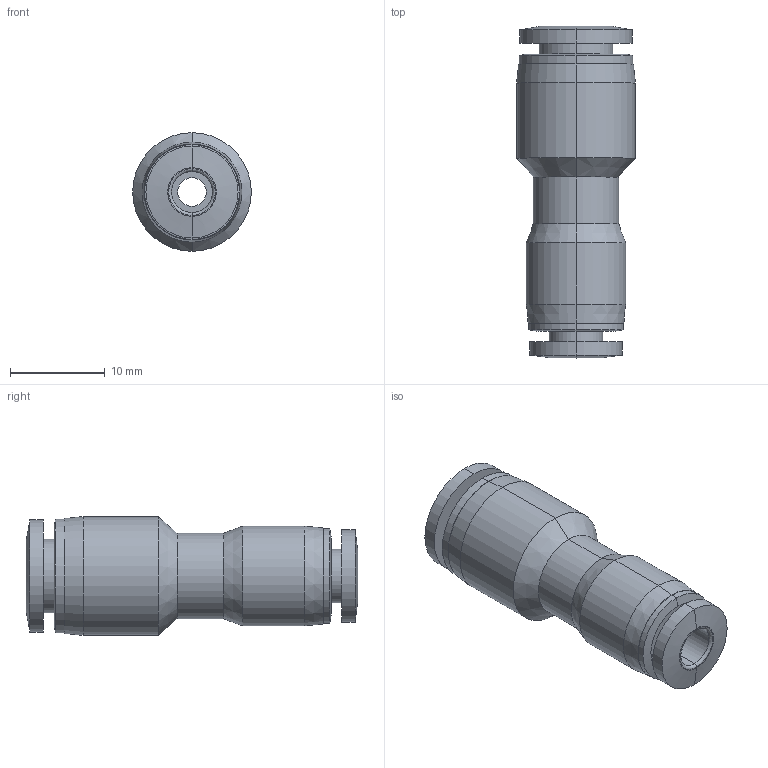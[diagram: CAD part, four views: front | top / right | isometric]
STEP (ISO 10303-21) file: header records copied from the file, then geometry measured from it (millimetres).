
FILE_DESCRIPTION (( 'STEP AP214' ), '1' );
FILE_NAME ('UR6M-4M.step', '2016-02-24T20:48:42', ( '' ), ( '' ), 'SwSTEP 2.0', 'SolidWorks 2015', '' );
FILE_SCHEMA (( 'AUTOMOTIVE_DESIGN' ));
Length unit declared in the file: inch
Products named in the file (1): UR6M-4M
Bounding box: 12.5 x 34.95 x 12.5 mm (x, y, z)
Volume: 2388.3 mm3; surface area: 2121.4 mm2
Topology: 1 solids, 1 shells, 54 faces, 108 edges, 64 vertices
Faces by surface type: cylinder 24, cone 16, plane 10, bspline 4
Entity records: 2194 total; most frequent: CARTESIAN_POINT 299, DIRECTION 270, ORIENTED_EDGE 216, AXIS2_PLACEMENT_3D 115, EDGE_CURVE 108, EDGE_LOOP 64, CIRCLE 64, VERTEX_POINT 64
